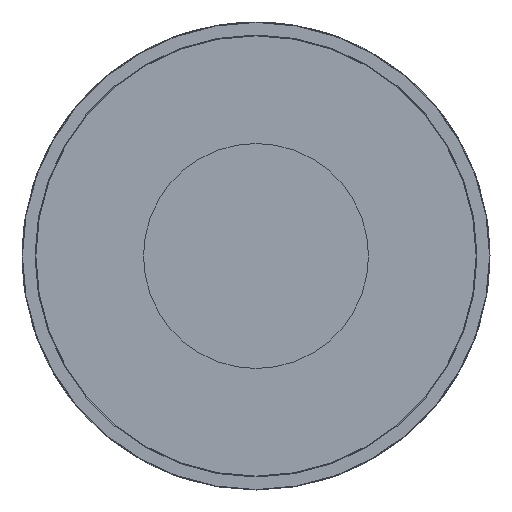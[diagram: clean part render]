
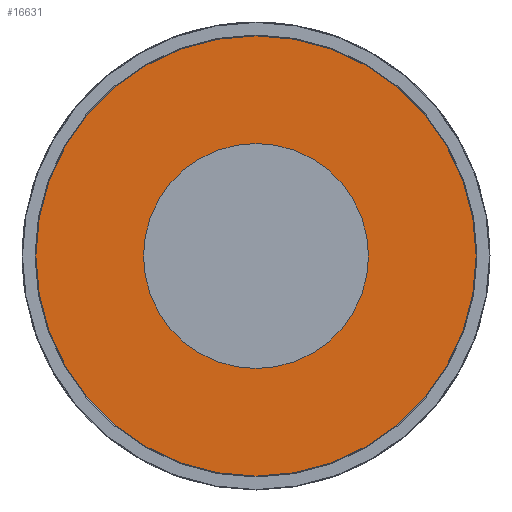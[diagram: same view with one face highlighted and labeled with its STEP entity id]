
A CAD part, front view. The second image highlights one B-rep face of the part: STEP entity #16631.
In plain terms, the highlighted planar face has unit normal (0, -1, 0).
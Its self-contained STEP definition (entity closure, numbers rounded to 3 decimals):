
#351 = AXIS2_PLACEMENT_3D ( 'NONE', #4099, #2361, #14859 ) ;
#517 = CARTESIAN_POINT ( 'NONE',  ( 0., 0.1, 24.45 ) ) ;
#2044 = EDGE_LOOP ( 'NONE', ( #20966, #7221 ) ) ;
#2063 = VERTEX_POINT ( 'NONE', #6191 ) ;
#2288 = DIRECTION ( 'NONE',  ( 0., 1., 0. ) ) ;
#2361 = DIRECTION ( 'NONE',  ( 0., -1., 0. ) ) ;
#2425 = CIRCLE ( 'NONE', #11080, 12.5 ) ;
#2823 = CARTESIAN_POINT ( 'NONE',  ( 0., 0.1, 0. ) ) ;
#3033 = FACE_OUTER_BOUND ( 'NONE', #12370, .T. ) ;
#4099 = CARTESIAN_POINT ( 'NONE',  ( 0., 0.1, 0. ) ) ;
#4144 = AXIS2_PLACEMENT_3D ( 'NONE', #8633, #21105, #10415 ) ;
#4396 = EDGE_CURVE ( 'NONE', #19853, #5974, #19604, .T. ) ;
#4630 = DIRECTION ( 'NONE',  ( 0., 0., -1. ) ) ;
#5974 = VERTEX_POINT ( 'NONE', #517 ) ;
#6191 = CARTESIAN_POINT ( 'NONE',  ( 0., 0.1, 12.5 ) ) ;
#6723 = ORIENTED_EDGE ( 'NONE', *, *, #4396, .T. ) ;
#7221 = ORIENTED_EDGE ( 'NONE', *, *, #22727, .T. ) ;
#8157 = DIRECTION ( 'NONE',  ( 0., 1., 0. ) ) ;
#8633 = CARTESIAN_POINT ( 'NONE',  ( 0., 0.1, 0. ) ) ;
#8888 = AXIS2_PLACEMENT_3D ( 'NONE', #2823, #15314, #4630 ) ;
#9471 = EDGE_CURVE ( 'NONE', #5974, #19853, #10161, .T. ) ;
#10161 = CIRCLE ( 'NONE', #4144, 24.45 ) ;
#10415 = DIRECTION ( 'NONE',  ( 0., 0., -1. ) ) ;
#11080 = AXIS2_PLACEMENT_3D ( 'NONE', #13002, #2288, #14804 ) ;
#11160 = CIRCLE ( 'NONE', #17573, 12.5 ) ;
#11706 = ORIENTED_EDGE ( 'NONE', *, *, #9471, .T. ) ;
#12370 = EDGE_LOOP ( 'NONE', ( #6723, #11706 ) ) ;
#12972 = VERTEX_POINT ( 'NONE', #22463 ) ;
#13002 = CARTESIAN_POINT ( 'NONE',  ( 0., 0.1, 0. ) ) ;
#13836 = EDGE_CURVE ( 'NONE', #12972, #2063, #11160, .T. ) ;
#14210 = CARTESIAN_POINT ( 'NONE',  ( 0., 0.1, -24.45 ) ) ;
#14804 = DIRECTION ( 'NONE',  ( 0., 0., -1. ) ) ;
#14859 = DIRECTION ( 'NONE',  ( 0., 0., -1. ) ) ;
#15314 = DIRECTION ( 'NONE',  ( 0., -1., 0. ) ) ;
#16631 = ADVANCED_FACE ( 'NONE', ( #3033, #20894 ), #21937, .T. ) ;
#17573 = AXIS2_PLACEMENT_3D ( 'NONE', #18846, #8157, #20658 ) ;
#18846 = CARTESIAN_POINT ( 'NONE',  ( 0., 0.1, 0. ) ) ;
#19604 = CIRCLE ( 'NONE', #8888, 24.45 ) ;
#19853 = VERTEX_POINT ( 'NONE', #14210 ) ;
#20658 = DIRECTION ( 'NONE',  ( 0., 0., -1. ) ) ;
#20894 = FACE_BOUND ( 'NONE', #2044, .T. ) ;
#20966 = ORIENTED_EDGE ( 'NONE', *, *, #13836, .T. ) ;
#21105 = DIRECTION ( 'NONE',  ( 0., -1., 0. ) ) ;
#21937 = PLANE ( 'NONE',  #351 ) ;
#22463 = CARTESIAN_POINT ( 'NONE',  ( 0., 0.1, -12.5 ) ) ;
#22727 = EDGE_CURVE ( 'NONE', #2063, #12972, #2425, .T. ) ;
